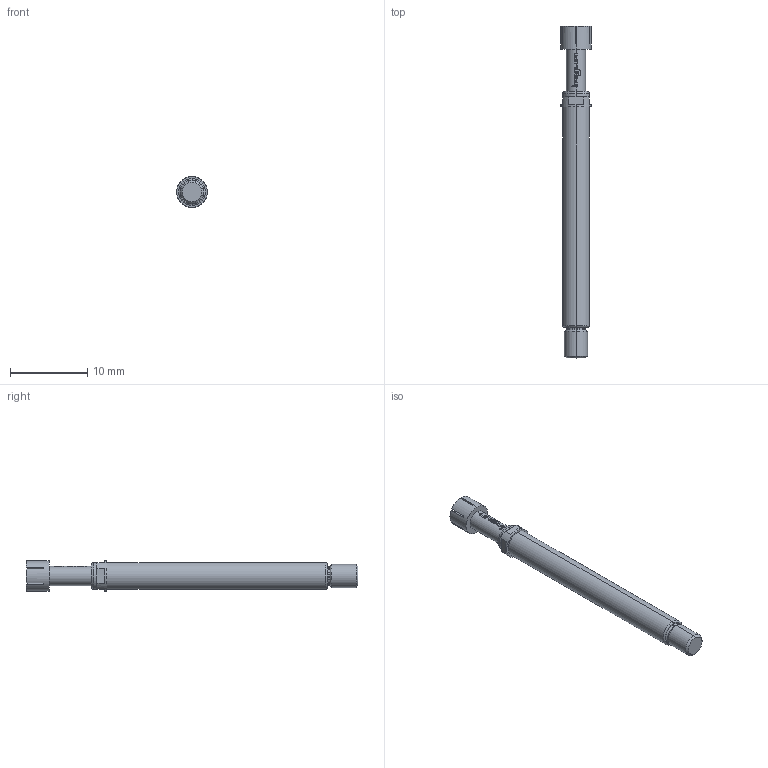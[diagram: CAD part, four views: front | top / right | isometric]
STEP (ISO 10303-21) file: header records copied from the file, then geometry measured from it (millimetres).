
FILE_DESCRIPTION (( 'STEP AP203' ), '1' );
FILE_NAME ('INGUN_GKS-854_319_400_A_xx02_M.STEP', '2021-11-02T09:08:28', ( 'ochi' ), ( '' ), 'SwSTEP 2.0', 'SolidWorks 2018', '' );
FILE_SCHEMA (( 'CONFIG_CONTROL_DESIGN' ));
Length unit declared in the file: millimetre
Products named in the file (1): INGUN_GKS-854_319_400_A_xx02_M
Bounding box: 4 x 43.1 x 4 mm (x, y, z)
Volume: 376.6 mm3; surface area: 527.7 mm2
Topology: 1 solids, 1 shells, 143 faces, 391 edges, 257 vertices
Faces by surface type: plane 74, cylinder 24, bspline 22, cone 17, torus 6
Entity records: 5007 total; most frequent: CARTESIAN_POINT 1456, ORIENTED_EDGE 782, DIRECTION 660, EDGE_CURVE 391, VERTEX_POINT 257, AXIS2_PLACEMENT_3D 257, EDGE_LOOP 150, LINE 146
